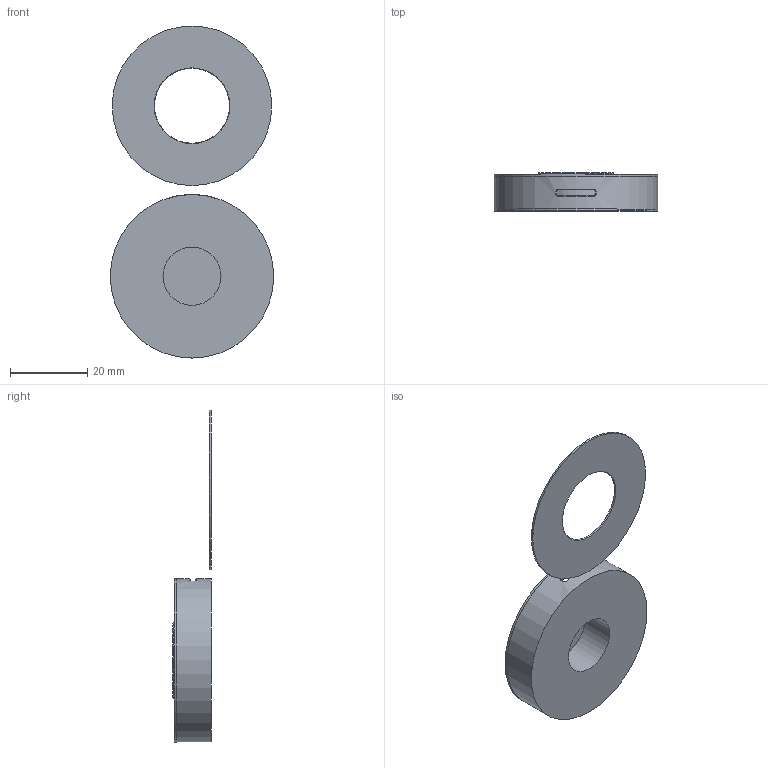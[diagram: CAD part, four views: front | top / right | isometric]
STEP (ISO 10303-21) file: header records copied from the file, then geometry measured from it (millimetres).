
FILE_DESCRIPTION(/* description */ (''),/* implementation_level */ '2;1');
FILE_NAME(/* name */ 'LED RING CASE.step',/* time_stamp */ '2025-06-27T23:55:32-06:00',/* author */ (''),/* organization */ (''),/* preprocessor_version */ 'ST-DEVELOPER v20.1',/* originating_system */ 'Autodesk Translation Framework v14.10.0.0',/* authorisation */ '');
FILE_SCHEMA (('AUTOMOTIVE_DESIGN { 1 0 10303 214 3 1 1 }'));
Length unit declared in the file: millimetre
Products named in the file (1): led ring (v1~recovered)
Bounding box: 42.2 x 10.01 x 85.69 mm (x, y, z)
Volume: 4249 mm3; surface area: 8382.6 mm2
Topology: 2 solids, 2 shells, 72 faces, 173 edges, 108 vertices
Faces by surface type: bspline 32, plane 16, cylinder 15, cone 6, torus 3
Full cylindrical faces by diameter (mm): 15 x1, 19.2 x1, 19.6 x1, 19.9 x1, 40.187 x1, 41.187 x2, 42.187 x1, 42.197 x1
Entity records: 2826 total; most frequent: CARTESIAN_POINT 1329, ORIENTED_EDGE 346, DIRECTION 212, EDGE_CURVE 173, VERTEX_POINT 108, EDGE_LOOP 81, B_SPLINE_CURVE_WITH_KNOTS 78, AXIS2_PLACEMENT_3D 76
